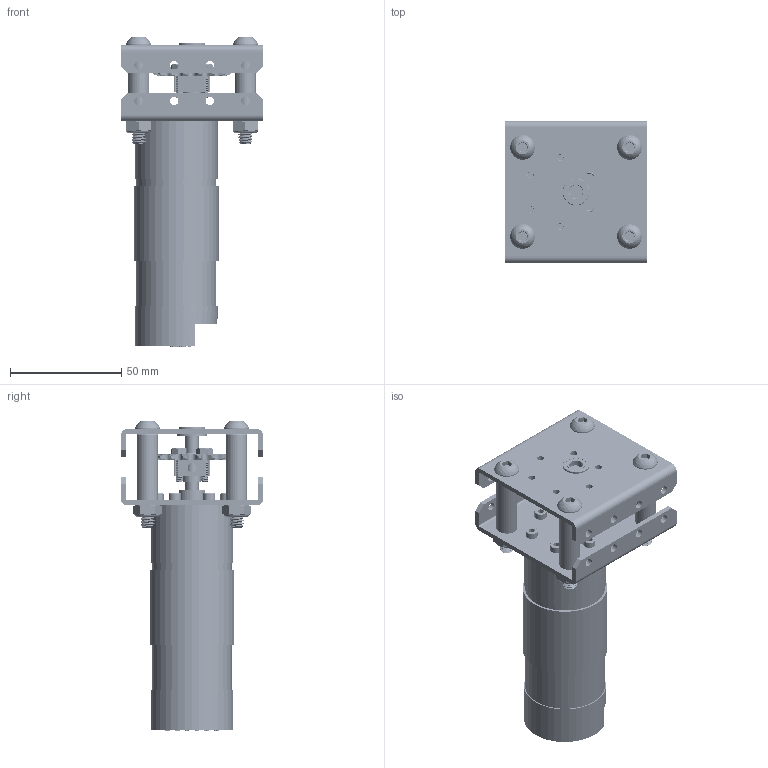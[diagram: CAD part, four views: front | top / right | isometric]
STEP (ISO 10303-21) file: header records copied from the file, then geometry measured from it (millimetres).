
FILE_DESCRIPTION (( 'STEP AP214' ), '1' );
FILE_NAME ('am-3432 PicoBox Solo Assembly REV2.STEP', '2018-06-18T14:32:44', ( '' ), ( '' ), 'SwSTEP 2.0', 'SolidWorks 2017', '' );
FILE_SCHEMA (( 'AUTOMOTIVE_DESIGN' ));
Length unit declared in the file: inch
Products named in the file (11): 6-32 x 0500 HHCS_93075A148; 6mmD Double Nub; M3x0.5x6mm SHCS_91290A111; 6mm x 12mm Flanged -Mcm 7804K142_7804K142; PicoBox Solo Plate Final; 14-20 NyLock thin - Mcm 90566A029_90566A029; am-3282+16tNinjaStarSprocket; 14-20 x 1.750 BHCS_92949A837; am-2964a NeveRest 40; am-3432 PicoBox Solo Assembly REV2; PicoBox Spacer
Assembly tree (28 placements, depth 2):
  am-3432 PicoBox Solo Assembly REV2
    PicoBox Solo Plate Final  x2
    PicoBox Spacer  x4
    am-2964a NeveRest 40
    M3x0.5x6mm SHCS_91290A111  x6
    14-20 x 1.750 BHCS_92949A837  x4
    14-20 NyLock thin - Mcm 90566A029_90566A029  x4
    6mmD Double Nub
    6-32 x 0500 HHCS_93075A148  x4
    6mm x 12mm Flanged -Mcm 7804K142_7804K142
    am-3282+16tNinjaStarSprocket
Bounding box: 64 x 64 x 138.82 mm (x, y, z)
Volume: 146257.5 mm3; surface area: 59930.5 mm2
Topology: 51 solids, 51 shells, 2234 faces, 5814 edges, 3734 vertices
Faces by surface type: cylinder 1114, plane 502, cone 394, bspline 162, sphere 32, torus 30
Entity records: 55471 total; most frequent: CARTESIAN_POINT 25529, ORIENTED_EDGE 5556, DIRECTION 4400, EDGE_CURVE 2778, VERTEX_POINT 1819, AXIS2_PLACEMENT_3D 1583, VECTOR 1234, LINE 1234
